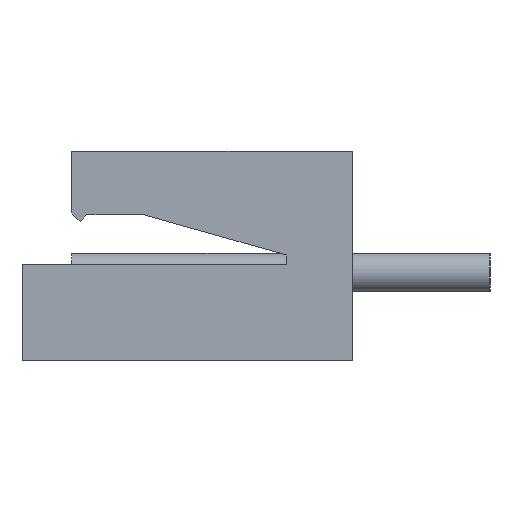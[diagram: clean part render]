
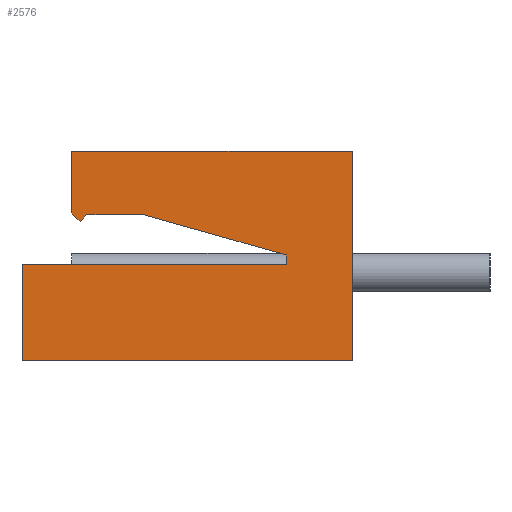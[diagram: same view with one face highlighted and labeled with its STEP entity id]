
A CAD part, left-side view. The second image highlights one B-rep face of the part: STEP entity #2576.
In plain terms, the highlighted planar face has unit normal (-1, 0, 0).
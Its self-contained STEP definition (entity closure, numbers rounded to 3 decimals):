
#119 = VECTOR ( 'NONE', #121, 1000. ) ;
#121 = DIRECTION ( 'NONE',  ( 0., -1., 0. ) ) ;
#142 = DIRECTION ( 'NONE',  ( 0., -1., 0. ) ) ;
#143 = CARTESIAN_POINT ( 'NONE',  ( 0., 0., 3.8 ) ) ;
#144 = LINE ( 'NONE', #143, #146 ) ;
#146 = VECTOR ( 'NONE', #142, 1000. ) ;
#148 = CARTESIAN_POINT ( 'NONE',  ( 0., 0., 0. ) ) ;
#164 = LINE ( 'NONE', #174, #173 ) ;
#165 = CARTESIAN_POINT ( 'NONE',  ( 0., 0., 0. ) ) ;
#166 = LINE ( 'NONE', #165, #119 ) ;
#170 = DIRECTION ( 'NONE',  ( 0., 0., -1. ) ) ;
#172 = CARTESIAN_POINT ( 'NONE',  ( 0., 0., 3.8 ) ) ;
#173 = VECTOR ( 'NONE', #170, 1000. ) ;
#174 = CARTESIAN_POINT ( 'NONE',  ( 0., 0., 3.8 ) ) ;
#396 = LINE ( 'NONE', #403, #402 ) ;
#401 = DIRECTION ( 'NONE',  ( 0., 1., 0. ) ) ;
#402 = VECTOR ( 'NONE', #401, 1000. ) ;
#403 = CARTESIAN_POINT ( 'NONE',  ( 0., 0., 2.651 ) ) ;
#409 = DIRECTION ( 'NONE',  ( 0., 0., 1. ) ) ;
#410 = VECTOR ( 'NONE', #409, 1000. ) ;
#411 = CARTESIAN_POINT ( 'NONE',  ( 0., 1.2, 3.8 ) ) ;
#412 = LINE ( 'NONE', #411, #410 ) ;
#420 = CARTESIAN_POINT ( 'NONE',  ( 0., 1.2, 1.918 ) ) ;
#424 = CARTESIAN_POINT ( 'NONE',  ( 0., 4.945, 2.526 ) ) ;
#427 = CARTESIAN_POINT ( 'NONE',  ( 0., 5.1, 2.681 ) ) ;
#431 = CARTESIAN_POINT ( 'NONE',  ( 0., 1.2, 1.75 ) ) ;
#448 = VECTOR ( 'NONE', #456, 1000. ) ;
#454 = DIRECTION ( 'NONE',  ( 0., 0., -1. ) ) ;
#455 = VECTOR ( 'NONE', #454, 1000. ) ;
#456 = DIRECTION ( 'NONE',  ( 0., 0.707, -0.707 ) ) ;
#457 = CARTESIAN_POINT ( 'NONE',  ( 0., 1.836, 5.636 ) ) ;
#458 = LINE ( 'NONE', #457, #448 ) ;
#478 = CARTESIAN_POINT ( 'NONE',  ( 0., 5.1, 3.8 ) ) ;
#479 = LINE ( 'NONE', #478, #455 ) ;
#520 = CARTESIAN_POINT ( 'NONE',  ( 0., 5.1, 3.8 ) ) ;
#543 = CARTESIAN_POINT ( 'NONE',  ( 0., 6., 1.75 ) ) ;
#544 = LINE ( 'NONE', #543, #561 ) ;
#546 = CARTESIAN_POINT ( 'NONE',  ( 0., 6., 1.75 ) ) ;
#560 = DIRECTION ( 'NONE',  ( 0., 1., 0. ) ) ;
#561 = VECTOR ( 'NONE', #560, 1000. ) ;
#639 = PLANE ( 'NONE',  #671 ) ;
#642 = FACE_OUTER_BOUND ( 'NONE', #2577, .T. ) ;
#657 = CARTESIAN_POINT ( 'NONE',  ( 0., 3.109, 0.691 ) ) ;
#661 = DIRECTION ( 'NONE',  ( 0., 0.707, 0.707 ) ) ;
#662 = VECTOR ( 'NONE', #661, 1000. ) ;
#668 = LINE ( 'NONE', #657, #662 ) ;
#671 = AXIS2_PLACEMENT_3D ( 'NONE', #678, #677, #676 ) ;
#676 = DIRECTION ( 'NONE',  ( 0., 0., -1. ) ) ;
#677 = DIRECTION ( 'NONE',  ( 1., 0., 0. ) ) ;
#678 = CARTESIAN_POINT ( 'NONE',  ( 0., 0., 3.8 ) ) ;
#686 = CARTESIAN_POINT ( 'NONE',  ( 0., 3.795, 2.651 ) ) ;
#687 = DIRECTION ( 'NONE',  ( 0., 0.962, 0.272 ) ) ;
#688 = VECTOR ( 'NONE', #687, 1000. ) ;
#699 = CARTESIAN_POINT ( 'NONE',  ( 0., 0.58, 1.744 ) ) ;
#700 = LINE ( 'NONE', #699, #688 ) ;
#717 = CARTESIAN_POINT ( 'NONE',  ( 0., 4.821, 2.651 ) ) ;
#879 = CARTESIAN_POINT ( 'NONE',  ( 0., 6., 0. ) ) ;
#880 = DIRECTION ( 'NONE',  ( 0., 0., -1. ) ) ;
#881 = VECTOR ( 'NONE', #880, 1000. ) ;
#882 = CARTESIAN_POINT ( 'NONE',  ( 0., 6., 3.8 ) ) ;
#883 = LINE ( 'NONE', #882, #881 ) ;
#1825 = ORIENTED_EDGE ( 'NONE', *, *, #2547, .T. ) ;
#2347 = EDGE_CURVE ( 'NONE', #2673, #2348, #166, .T. ) ;
#2348 = VERTEX_POINT ( 'NONE', #148 ) ;
#2349 = ORIENTED_EDGE ( 'NONE', *, *, #2350, .F. ) ;
#2350 = EDGE_CURVE ( 'NONE', #2351, #2348, #164, .T. ) ;
#2351 = VERTEX_POINT ( 'NONE', #172 ) ;
#2352 = ORIENTED_EDGE ( 'NONE', *, *, #2353, .F. ) ;
#2353 = EDGE_CURVE ( 'NONE', #2535, #2351, #144, .T. ) ;
#2354 = ORIENTED_EDGE ( 'NONE', *, *, #2502, .T. ) ;
#2356 = ORIENTED_EDGE ( 'NONE', *, *, #2574, .F. ) ;
#2357 = ORIENTED_EDGE ( 'NONE', *, *, #2492, .F. ) ;
#2482 = EDGE_CURVE ( 'NONE', #2582, #2592, #396, .T. ) ;
#2492 = EDGE_CURVE ( 'NONE', #2592, #2493, #458, .T. ) ;
#2493 = VERTEX_POINT ( 'NONE', #424 ) ;
#2500 = VERTEX_POINT ( 'NONE', #427 ) ;
#2502 = EDGE_CURVE ( 'NONE', #2535, #2500, #479, .T. ) ;
#2507 = VERTEX_POINT ( 'NONE', #431 ) ;
#2513 = EDGE_CURVE ( 'NONE', #2507, #2514, #412, .T. ) ;
#2514 = VERTEX_POINT ( 'NONE', #420 ) ;
#2535 = VERTEX_POINT ( 'NONE', #520 ) ;
#2545 = VERTEX_POINT ( 'NONE', #546 ) ;
#2547 = EDGE_CURVE ( 'NONE', #2507, #2545, #544, .T. ) ;
#2574 = EDGE_CURVE ( 'NONE', #2493, #2500, #668, .T. ) ;
#2576 = ADVANCED_FACE ( 'NONE', ( #642 ), #639, .F. ) ;
#2577 = EDGE_LOOP ( 'NONE', ( #2578, #1825, #2671, #2674, #2349, #2352, #2354, #2356, #2357, #2605, #2608 ) ) ;
#2578 = ORIENTED_EDGE ( 'NONE', *, *, #2513, .F. ) ;
#2581 = EDGE_CURVE ( 'NONE', #2514, #2582, #700, .T. ) ;
#2582 = VERTEX_POINT ( 'NONE', #686 ) ;
#2592 = VERTEX_POINT ( 'NONE', #717 ) ;
#2605 = ORIENTED_EDGE ( 'NONE', *, *, #2482, .F. ) ;
#2608 = ORIENTED_EDGE ( 'NONE', *, *, #2581, .F. ) ;
#2671 = ORIENTED_EDGE ( 'NONE', *, *, #2672, .T. ) ;
#2672 = EDGE_CURVE ( 'NONE', #2545, #2673, #883, .T. ) ;
#2673 = VERTEX_POINT ( 'NONE', #879 ) ;
#2674 = ORIENTED_EDGE ( 'NONE', *, *, #2347, .T. ) ;
